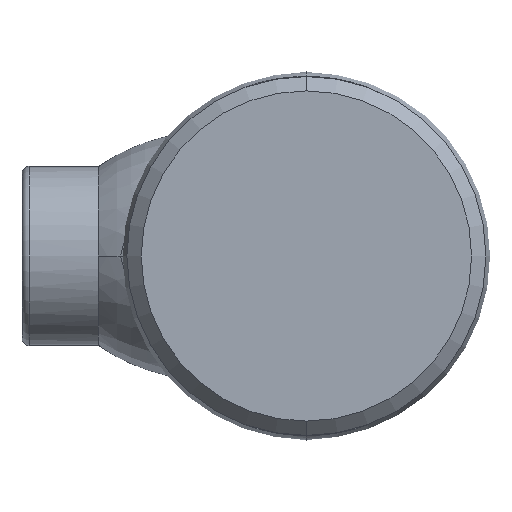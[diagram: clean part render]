
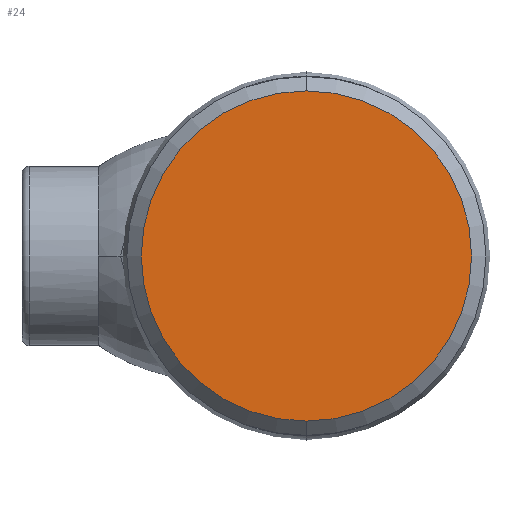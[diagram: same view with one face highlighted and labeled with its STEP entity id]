
A CAD part, left-side view. The second image highlights one B-rep face of the part: STEP entity #24.
In plain terms, the highlighted planar face has unit normal (-1, 0, 0).
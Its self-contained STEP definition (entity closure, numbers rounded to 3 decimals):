
#20 = FACE_OUTER_BOUND ( 'NONE', #2141, .T. ) ;
#24 = ADVANCED_FACE ( 'NONE', ( #20 ), #1942, .F. ) ;
#106 = DIRECTION ( 'NONE',  ( 1., 0., 0. ) ) ;
#126 = CIRCLE ( 'NONE', #1519, 23. ) ;
#437 = CIRCLE ( 'NONE', #1644, 23. ) ;
#550 = VERTEX_POINT ( 'NONE', #1114 ) ;
#738 = DIRECTION ( 'NONE',  ( -1., 0., 0. ) ) ;
#879 = DIRECTION ( 'NONE',  ( -1., 0., 0. ) ) ;
#913 = EDGE_CURVE ( 'NONE', #2198, #550, #437, .T. ) ;
#930 = ORIENTED_EDGE ( 'NONE', *, *, #913, .T. ) ;
#1114 = CARTESIAN_POINT ( 'NONE',  ( 0., 0., 23. ) ) ;
#1124 = ORIENTED_EDGE ( 'NONE', *, *, #1125, .T. ) ;
#1125 = EDGE_CURVE ( 'NONE', #550, #2198, #126, .T. ) ;
#1194 = CARTESIAN_POINT ( 'NONE',  ( 0., 0., -23. ) ) ;
#1370 = DIRECTION ( 'NONE',  ( 0., 0., -1. ) ) ;
#1519 = AXIS2_PLACEMENT_3D ( 'NONE', #2034, #879, #2222 ) ;
#1644 = AXIS2_PLACEMENT_3D ( 'NONE', #1889, #738, #2078 ) ;
#1889 = CARTESIAN_POINT ( 'NONE',  ( 0., 0., 0. ) ) ;
#1942 = PLANE ( 'NONE',  #2217 ) ;
#2034 = CARTESIAN_POINT ( 'NONE',  ( 0., 0., 0. ) ) ;
#2078 = DIRECTION ( 'NONE',  ( 0., 0., -1. ) ) ;
#2133 = CARTESIAN_POINT ( 'NONE',  ( 0., 0., 0. ) ) ;
#2141 = EDGE_LOOP ( 'NONE', ( #930, #1124 ) ) ;
#2198 = VERTEX_POINT ( 'NONE', #1194 ) ;
#2217 = AXIS2_PLACEMENT_3D ( 'NONE', #2133, #106, #1370 ) ;
#2222 = DIRECTION ( 'NONE',  ( 0., 0., -1. ) ) ;
